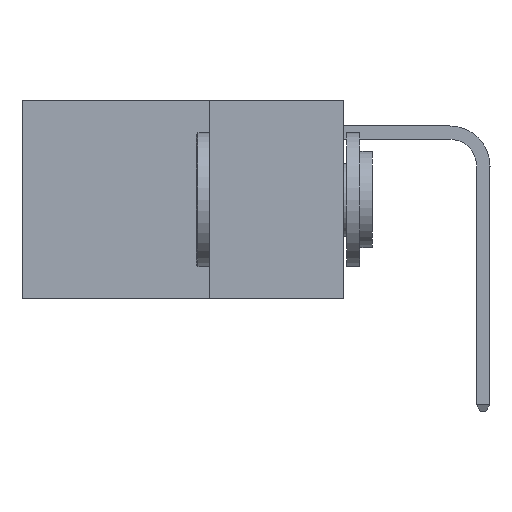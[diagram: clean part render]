
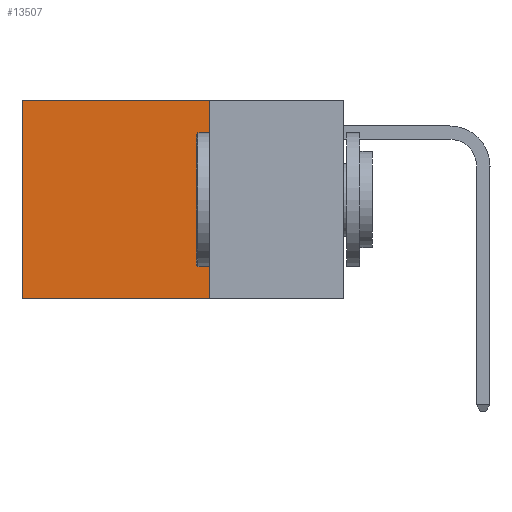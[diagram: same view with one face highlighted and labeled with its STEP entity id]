
A CAD part, left-side view. The second image highlights one B-rep face of the part: STEP entity #13507.
In plain terms, the highlighted planar face has unit normal (-1, 0, 0).
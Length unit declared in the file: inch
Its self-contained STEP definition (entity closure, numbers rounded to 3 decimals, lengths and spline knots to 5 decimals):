
#393 = CARTESIAN_POINT ( 'NONE',  ( 0.2625, 0.25, 0. ) ) ;
#775 = CARTESIAN_POINT ( 'NONE',  ( 0.2625, 0.25, 0. ) ) ;
#1983 = VERTEX_POINT ( 'NONE', #393 ) ;
#2572 = DIRECTION ( 'NONE',  ( 0., 0., -1. ) ) ;
#2626 = ORIENTED_EDGE ( 'NONE', *, *, #15434, .T. ) ;
#3752 = ORIENTED_EDGE ( 'NONE', *, *, #5133, .T. ) ;
#4370 = ORIENTED_EDGE ( 'NONE', *, *, #13969, .F. ) ;
#5133 = EDGE_CURVE ( 'NONE', #22543, #10421, #13193, .T. ) ;
#5606 = DIRECTION ( 'NONE',  ( 1., 0., 0. ) ) ;
#6016 = VECTOR ( 'NONE', #6345, 39.37008 ) ;
#6345 = DIRECTION ( 'NONE',  ( 0., 1., 0. ) ) ;
#7323 = CARTESIAN_POINT ( 'NONE',  ( 0.2625, 0.6, 0. ) ) ;
#7563 = PLANE ( 'NONE',  #23855 ) ;
#8461 = VECTOR ( 'NONE', #2572, 39.37008 ) ;
#9388 = EDGE_LOOP ( 'NONE', ( #3752, #24211, #4370, #2626 ) ) ;
#9512 = CARTESIAN_POINT ( 'NONE',  ( 0.2625, 0.25, 0. ) ) ;
#10421 = VERTEX_POINT ( 'NONE', #19062 ) ;
#10485 = VECTOR ( 'NONE', #17936, 39.37008 ) ;
#11801 = CARTESIAN_POINT ( 'NONE',  ( 0.2625, 0.25, 0. ) ) ;
#13193 = LINE ( 'NONE', #16723, #8461 ) ;
#13345 = VERTEX_POINT ( 'NONE', #15122 ) ;
#13507 = ADVANCED_FACE ( 'NONE', ( #22384 ), #7563, .F. ) ;
#13969 = EDGE_CURVE ( 'NONE', #1983, #13345, #21084, .T. ) ;
#15122 = CARTESIAN_POINT ( 'NONE',  ( 0.2625, 0.25, -0.37 ) ) ;
#15434 = EDGE_CURVE ( 'NONE', #1983, #22543, #21324, .T. ) ;
#16029 = EDGE_CURVE ( 'NONE', #13345, #10421, #16758, .T. ) ;
#16723 = CARTESIAN_POINT ( 'NONE',  ( 0.2625, 0.6, 0. ) ) ;
#16758 = LINE ( 'NONE', #24650, #6016 ) ;
#17072 = DIRECTION ( 'NONE',  ( 0., 0., -1. ) ) ;
#17936 = DIRECTION ( 'NONE',  ( 0., 1., 0. ) ) ;
#19062 = CARTESIAN_POINT ( 'NONE',  ( 0.2625, 0.6, -0.37 ) ) ;
#19820 = DIRECTION ( 'NONE',  ( 0., 0., -1. ) ) ;
#21084 = LINE ( 'NONE', #775, #25874 ) ;
#21324 = LINE ( 'NONE', #11801, #10485 ) ;
#22384 = FACE_OUTER_BOUND ( 'NONE', #9388, .T. ) ;
#22543 = VERTEX_POINT ( 'NONE', #7323 ) ;
#23855 = AXIS2_PLACEMENT_3D ( 'NONE', #9512, #5606, #19820 ) ;
#24211 = ORIENTED_EDGE ( 'NONE', *, *, #16029, .F. ) ;
#24650 = CARTESIAN_POINT ( 'NONE',  ( 0.2625, 0.25, -0.37 ) ) ;
#25874 = VECTOR ( 'NONE', #17072, 39.37008 ) ;
